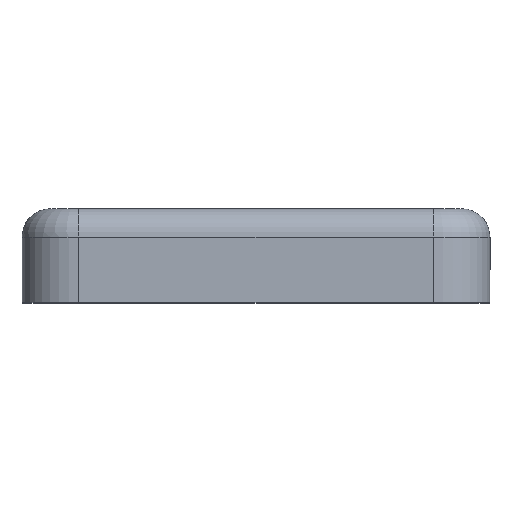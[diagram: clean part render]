
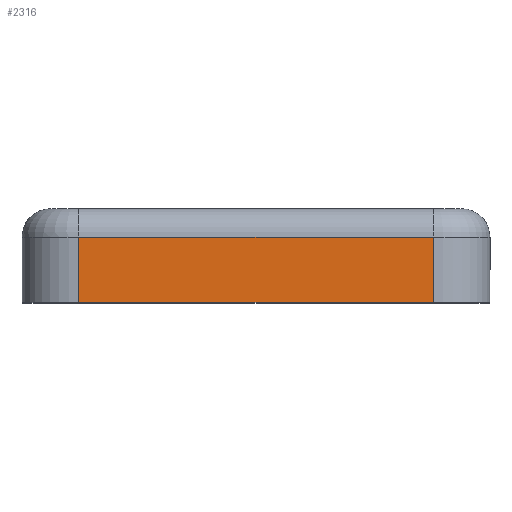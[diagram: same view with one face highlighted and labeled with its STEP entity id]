
A CAD part, top view. The second image highlights one B-rep face of the part: STEP entity #2316.
In plain terms, the highlighted planar face has unit normal (0, 0, 1).
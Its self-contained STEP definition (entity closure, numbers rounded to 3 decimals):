
#42 = LINE ( 'NONE', #2196, #1738 ) ;
#56 = EDGE_CURVE ( 'NONE', #576, #1029, #1602, .T. ) ;
#163 = DIRECTION ( 'NONE',  ( 0., 1., 0. ) ) ;
#281 = EDGE_CURVE ( 'NONE', #1452, #599, #2409, .T. ) ;
#422 = DIRECTION ( 'NONE',  ( 0., -1., 0. ) ) ;
#514 = VECTOR ( 'NONE', #1770, 1000. ) ;
#576 = VERTEX_POINT ( 'NONE', #1167 ) ;
#599 = VERTEX_POINT ( 'NONE', #1752 ) ;
#761 = VECTOR ( 'NONE', #1446, 1000. ) ;
#1029 = VERTEX_POINT ( 'NONE', #2125 ) ;
#1087 = CARTESIAN_POINT ( 'NONE',  ( -4.35, 0., 7.75 ) ) ;
#1151 = ORIENTED_EDGE ( 'NONE', *, *, #281, .T. ) ;
#1167 = CARTESIAN_POINT ( 'NONE',  ( 4.35, -2.3, 7.75 ) ) ;
#1188 = CARTESIAN_POINT ( 'NONE',  ( 4.35, -2.3, 7.75 ) ) ;
#1320 = ORIENTED_EDGE ( 'NONE', *, *, #1762, .T. ) ;
#1345 = CARTESIAN_POINT ( 'NONE',  ( 4.35, 0., 7.75 ) ) ;
#1446 = DIRECTION ( 'NONE',  ( -1., 0., 0. ) ) ;
#1452 = VERTEX_POINT ( 'NONE', #2168 ) ;
#1507 = PLANE ( 'NONE',  #1785 ) ;
#1602 = LINE ( 'NONE', #1188, #514 ) ;
#1609 = ORIENTED_EDGE ( 'NONE', *, *, #2036, .F. ) ;
#1731 = FACE_OUTER_BOUND ( 'NONE', #2180, .T. ) ;
#1738 = VECTOR ( 'NONE', #422, 1000. ) ;
#1752 = CARTESIAN_POINT ( 'NONE',  ( -4.35, -0.7, 7.75 ) ) ;
#1762 = EDGE_CURVE ( 'NONE', #599, #1029, #2090, .T. ) ;
#1770 = DIRECTION ( 'NONE',  ( -1., 0., 0. ) ) ;
#1785 = AXIS2_PLACEMENT_3D ( 'NONE', #1345, #2526, #163 ) ;
#1849 = CARTESIAN_POINT ( 'NONE',  ( 4.35, -0.7, 7.75 ) ) ;
#1887 = ORIENTED_EDGE ( 'NONE', *, *, #56, .F. ) ;
#2036 = EDGE_CURVE ( 'NONE', #1452, #576, #42, .T. ) ;
#2090 = LINE ( 'NONE', #1087, #2473 ) ;
#2125 = CARTESIAN_POINT ( 'NONE',  ( -4.35, -2.3, 7.75 ) ) ;
#2168 = CARTESIAN_POINT ( 'NONE',  ( 4.35, -0.7, 7.75 ) ) ;
#2180 = EDGE_LOOP ( 'NONE', ( #1887, #1609, #1151, #1320 ) ) ;
#2196 = CARTESIAN_POINT ( 'NONE',  ( 4.35, 0., 7.75 ) ) ;
#2316 = ADVANCED_FACE ( 'NONE', ( #1731 ), #1507, .F. ) ;
#2409 = LINE ( 'NONE', #1849, #761 ) ;
#2473 = VECTOR ( 'NONE', #2512, 1000. ) ;
#2512 = DIRECTION ( 'NONE',  ( 0., -1., 0. ) ) ;
#2526 = DIRECTION ( 'NONE',  ( 0., 0., -1. ) ) ;
